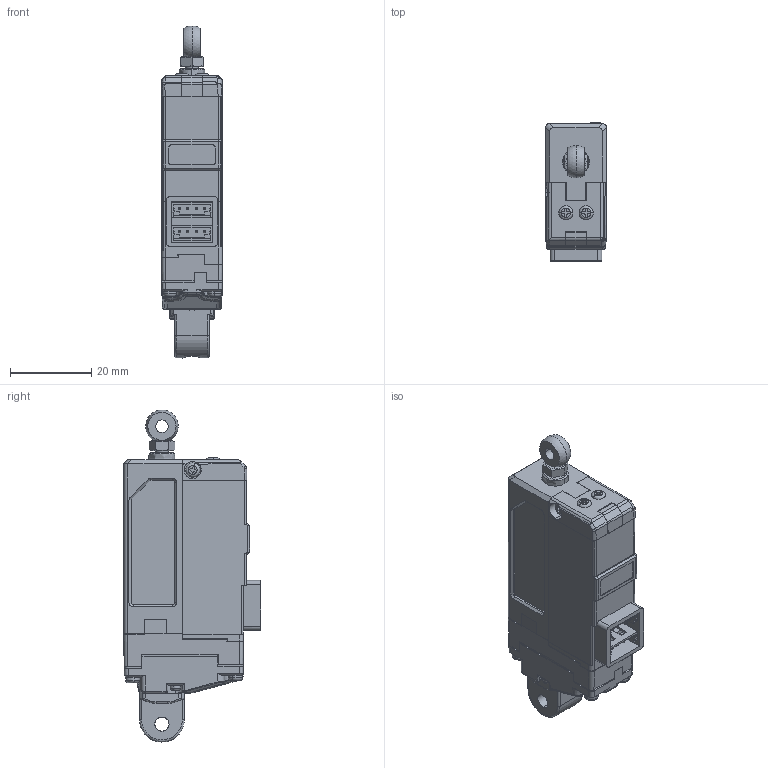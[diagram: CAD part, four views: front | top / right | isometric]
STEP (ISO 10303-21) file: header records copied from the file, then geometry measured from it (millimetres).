
FILE_DESCRIPTION (( 'STEP AP203' ), '1' );
FILE_NAME ('D12&D7-xxxx-3-Servo Series_Rev03_20250523.STEP', '2025-06-05T08:07:18', ( '' ), ( '' ), 'SwSTEP 2.0', 'SolidWorks 2020', '' );
FILE_SCHEMA (( 'CONFIG_CONTROL_DESIGN' ));
Length unit declared in the file: millimetre
Products named in the file (25): IRMIP0029 CASE, PT TOP; IRMIT0052 NUT, HINGE; IRMIP0041 HINGE; IRMIP0008 CASE, PT BTM; IRMIP0001 CASE STROKE 30; IRMIP0030 COVER, MOTOR TOP; IRMIP031 COVER, LENS; IROIX0008 SCREW, PH T1.7X18 PLS STL NI; IRMIP0006 COVER, POT 30; IROIX0009 SCREW, PH T 2x18 PLS STL NI; IRMAA0151 ASSY, ROD 30 TR3-3 CORED; IROIX0022 SCREW, PH M2.5x5 PLS, STL BK; IRMIP0002 SPACER; D12&D7-xxxx-3-Servo Series_Rev03_20250523; IRMIP0032 LENS; MAIN_PCB(4pin); IREAB0010 PCBA, MAIN-1; IROIX0003 SCREW, CS T1.4x4 PLS STL NI; IRMIT0002 NUT, ROD END; IROIX0009 SCREW, PH T 2x12 PLS STL NI; IRMIT0063 ROD END TIP ROUND, IR-MC01; IRMIP0004 ROD CORED TR3-3(2ND); IROIX0013 NUT, M3.0-2.4T NI; IROIX0010 SCREW, PH T 2X4 PLS STL BK; MOLEX_4PIN-熱霜-1
Assembly tree (33 placements, depth 3):
  D12&D7-xxxx-3-Servo Series_Rev03_20250523
    IRMIP0008 CASE, PT BTM
    IRMIP0029 CASE, PT TOP
    IRMIT0052 NUT, HINGE
    IROIX0008 SCREW, PH T1.7X18 PLS STL NI  x2
    IROIX0009 SCREW, PH T 2x18 PLS STL NI  x2
    IREAB0010 PCBA, MAIN-1
      MAIN_PCB(4pin)
      MOLEX_4PIN-熱霜-1  x2
    IRMIP031 COVER, LENS
    IRMIP0032 LENS
    IROIX0010 SCREW, PH T 2X4 PLS STL BK  x2
    IROIX0009 SCREW, PH T 2x12 PLS STL NI  x3
    IRMIP0030 COVER, MOTOR TOP
    IROIX0022 SCREW, PH M2.5x5 PLS, STL BK
    IRMIP0002 SPACER
    IROIX0013 NUT, M3.0-2.4T NI
    IRMIP0041 HINGE
    IRMIP0006 COVER, POT 30
    IRMIP0001 CASE STROKE 30
    IROIX0003 SCREW, CS T1.4x4 PLS STL NI  x4
    IRMAA0151 ASSY, ROD 30 TR3-3 CORED
      IRMIT0002 NUT, ROD END
      IRMIP0004 ROD CORED TR3-3(2ND)
    IRMIT0063 ROD END TIP ROUND, IR-MC01
Bounding box: 15 x 33.95 x 81.8 mm (x, y, z)
Volume: 14465 mm3; surface area: 22379.9 mm2
Topology: 31 solids, 31 shells, 2112 faces, 5548 edges, 3577 vertices
Faces by surface type: plane 1313, cylinder 523, cone 164, bspline 73, torus 34, sphere 5
Entity records: 65796 total; most frequent: CARTESIAN_POINT 18400, ORIENTED_EDGE 9620, DIRECTION 8700, EDGE_CURVE 4810, LINE 3184, VECTOR 3184, VERTEX_POINT 3111, AXIS2_PLACEMENT_3D 2758
